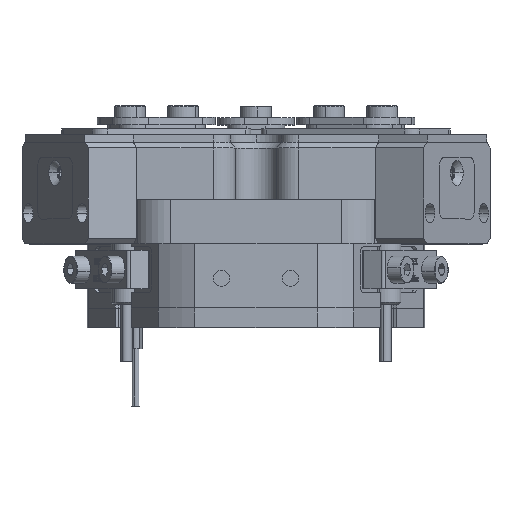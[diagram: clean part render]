
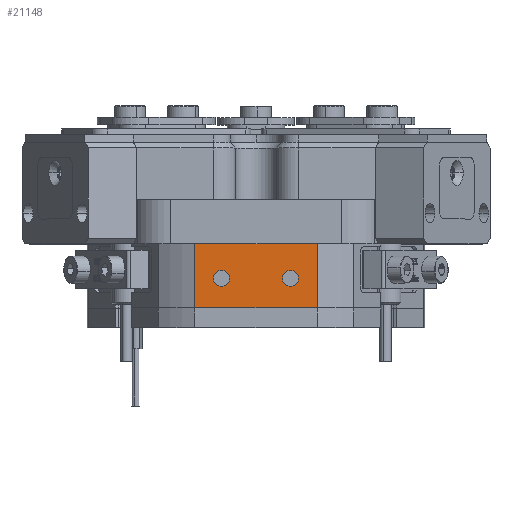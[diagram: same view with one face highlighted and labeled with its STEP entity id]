
A CAD part, top view. The second image highlights one B-rep face of the part: STEP entity #21148.
In plain terms, the highlighted planar face has unit normal (0, 0, 1).
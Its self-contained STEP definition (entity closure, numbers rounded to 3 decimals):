
#721 = AXIS2_PLACEMENT_3D ( 'NONE', #64205, #33232, #39840 ) ;
#1038 = EDGE_CURVE ( 'NONE', #11037, #38710, #33234, .T. ) ;
#1289 = VERTEX_POINT ( 'NONE', #35159 ) ;
#2390 = VERTEX_POINT ( 'NONE', #23534 ) ;
#2413 = EDGE_CURVE ( 'NONE', #57087, #2390, #40365, .T. ) ;
#3289 = AXIS2_PLACEMENT_3D ( 'NONE', #59850, #8373, #24231 ) ;
#4765 = ORIENTED_EDGE ( 'NONE', *, *, #20276, .T. ) ;
#5427 = FACE_OUTER_BOUND ( 'NONE', #36602, .T. ) ;
#8350 = DIRECTION ( 'NONE',  ( 0., 1., 0. ) ) ;
#8373 = DIRECTION ( 'NONE',  ( 0., 0., 1. ) ) ;
#8395 = CARTESIAN_POINT ( 'NONE',  ( -71.014, 16.7, 41. ) ) ;
#10780 = CIRCLE ( 'NONE', #38854, 2.1 ) ;
#11037 = VERTEX_POINT ( 'NONE', #36944 ) ;
#12101 = ORIENTED_EDGE ( 'NONE', *, *, #1038, .F. ) ;
#13485 = DIRECTION ( 'NONE',  ( -1., 0., 0. ) ) ;
#13939 = CARTESIAN_POINT ( 'NONE',  ( -71.014, 0., 41. ) ) ;
#14441 = ORIENTED_EDGE ( 'NONE', *, *, #58273, .T. ) ;
#17413 = CARTESIAN_POINT ( 'NONE',  ( 9., 7.7, 41. ) ) ;
#18273 = CARTESIAN_POINT ( 'NONE',  ( -71.014, 276.72, 41. ) ) ;
#20276 = EDGE_CURVE ( 'NONE', #37485, #57654, #38908, .T. ) ;
#21148 = ADVANCED_FACE ( 'NONE', ( #28164, #56596, #5427 ), #61531, .T. ) ;
#22612 = DIRECTION ( 'NONE',  ( 0., 0., 1. ) ) ;
#23534 = CARTESIAN_POINT ( 'NONE',  ( -11.1, 7.7, 41. ) ) ;
#24231 = DIRECTION ( 'NONE',  ( 1., 0., 0. ) ) ;
#25019 = VERTEX_POINT ( 'NONE', #39848 ) ;
#25157 = CIRCLE ( 'NONE', #721, 2.1 ) ;
#28075 = CARTESIAN_POINT ( 'NONE',  ( -6.9, 7.7, 41. ) ) ;
#28164 = FACE_BOUND ( 'NONE', #59978, .T. ) ;
#29429 = EDGE_LOOP ( 'NONE', ( #64252, #12101 ) ) ;
#31405 = AXIS2_PLACEMENT_3D ( 'NONE', #18273, #66696, #58915 ) ;
#31761 = CARTESIAN_POINT ( 'NONE',  ( 15.969, 0., 41. ) ) ;
#32022 = ORIENTED_EDGE ( 'NONE', *, *, #2413, .F. ) ;
#32034 = EDGE_CURVE ( 'NONE', #37485, #25019, #36304, .T. ) ;
#33232 = DIRECTION ( 'NONE',  ( 0., 0., 1. ) ) ;
#33234 = CIRCLE ( 'NONE', #61474, 2.1 ) ;
#34396 = EDGE_CURVE ( 'NONE', #2390, #57087, #10780, .T. ) ;
#34711 = EDGE_CURVE ( 'NONE', #1289, #25019, #61082, .T. ) ;
#35159 = CARTESIAN_POINT ( 'NONE',  ( -15.969, 16.7, 41. ) ) ;
#36304 = LINE ( 'NONE', #13939, #45253 ) ;
#36602 = EDGE_LOOP ( 'NONE', ( #54879, #47905, #4765, #14441 ) ) ;
#36944 = CARTESIAN_POINT ( 'NONE',  ( 6.9, 7.7, 41. ) ) ;
#37485 = VERTEX_POINT ( 'NONE', #31761 ) ;
#38688 = CARTESIAN_POINT ( 'NONE',  ( -9., 7.7, 41. ) ) ;
#38710 = VERTEX_POINT ( 'NONE', #66744 ) ;
#38854 = AXIS2_PLACEMENT_3D ( 'NONE', #38688, #43670, #53377 ) ;
#38908 = LINE ( 'NONE', #44922, #51798 ) ;
#39840 = DIRECTION ( 'NONE',  ( 1., 0., 0. ) ) ;
#39848 = CARTESIAN_POINT ( 'NONE',  ( -15.969, 0., 41. ) ) ;
#40365 = CIRCLE ( 'NONE', #3289, 2.1 ) ;
#43629 = VECTOR ( 'NONE', #44739, 1000. ) ;
#43670 = DIRECTION ( 'NONE',  ( 0., 0., 1. ) ) ;
#44739 = DIRECTION ( 'NONE',  ( -1., 0., 0. ) ) ;
#44922 = CARTESIAN_POINT ( 'NONE',  ( 15.969, 16.7, 41. ) ) ;
#45253 = VECTOR ( 'NONE', #13485, 1000. ) ;
#45896 = CARTESIAN_POINT ( 'NONE',  ( -15.969, 16.7, 41. ) ) ;
#47905 = ORIENTED_EDGE ( 'NONE', *, *, #32034, .F. ) ;
#49545 = CARTESIAN_POINT ( 'NONE',  ( 15.969, 16.7, 41. ) ) ;
#50869 = LINE ( 'NONE', #8395, #43629 ) ;
#51798 = VECTOR ( 'NONE', #8350, 1000. ) ;
#52127 = EDGE_CURVE ( 'NONE', #38710, #11037, #25157, .T. ) ;
#52836 = DIRECTION ( 'NONE',  ( 1., 0., 0. ) ) ;
#52837 = ORIENTED_EDGE ( 'NONE', *, *, #34396, .F. ) ;
#53377 = DIRECTION ( 'NONE',  ( 1., 0., 0. ) ) ;
#54879 = ORIENTED_EDGE ( 'NONE', *, *, #34711, .T. ) ;
#56596 = FACE_BOUND ( 'NONE', #29429, .T. ) ;
#57087 = VERTEX_POINT ( 'NONE', #28075 ) ;
#57654 = VERTEX_POINT ( 'NONE', #49545 ) ;
#58273 = EDGE_CURVE ( 'NONE', #57654, #1289, #50869, .T. ) ;
#58915 = DIRECTION ( 'NONE',  ( 1., 0., 0. ) ) ;
#59850 = CARTESIAN_POINT ( 'NONE',  ( -9., 7.7, 41. ) ) ;
#59978 = EDGE_LOOP ( 'NONE', ( #32022, #52837 ) ) ;
#60811 = DIRECTION ( 'NONE',  ( 0., -1., 0. ) ) ;
#61082 = LINE ( 'NONE', #45896, #65088 ) ;
#61474 = AXIS2_PLACEMENT_3D ( 'NONE', #17413, #22612, #52836 ) ;
#61531 = PLANE ( 'NONE',  #31405 ) ;
#64205 = CARTESIAN_POINT ( 'NONE',  ( 9., 7.7, 41. ) ) ;
#64252 = ORIENTED_EDGE ( 'NONE', *, *, #52127, .F. ) ;
#65088 = VECTOR ( 'NONE', #60811, 1000. ) ;
#66696 = DIRECTION ( 'NONE',  ( 0., 0., 1. ) ) ;
#66744 = CARTESIAN_POINT ( 'NONE',  ( 11.1, 7.7, 41. ) ) ;
